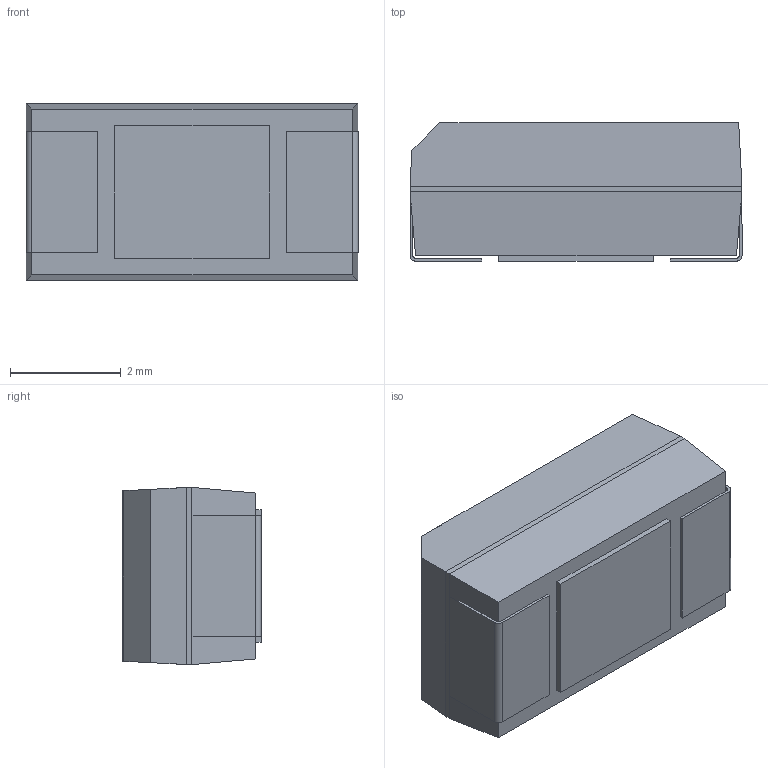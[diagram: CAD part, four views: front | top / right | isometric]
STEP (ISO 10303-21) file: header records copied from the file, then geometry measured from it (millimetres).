
FILE_DESCRIPTION (( 'STEP AP214' ), '1' );
FILE_NAME ('0871DAA7-5CFB-436D-91CC-A9E84A163F94.STEP', '2025-06-30T09:36:28', ( '' ), ( '' ), 'SwSTEP 2.0', 'SolidWorks 2022', '' );
FILE_SCHEMA (( 'AUTOMOTIVE_DESIGN' ));
Length unit declared in the file: millimetre
Products named in the file (1): 0871DAA7-5CFB-436D-91CC-A9E84A163F94
Bounding box: 6 x 2.5 x 3.2 mm (x, y, z)
Volume: 45.2 mm3; surface area: 101.7 mm2
Topology: 3 solids, 3 shells, 154 faces, 408 edges, 268 vertices
Faces by surface type: bspline 78, plane 72, cylinder 4
Entity records: 6878 total; most frequent: CARTESIAN_POINT 1845, ORIENTED_EDGE 816, DIRECTION 414, EDGE_CURVE 408, VERTEX_POINT 268, LINE 244, VECTOR 244, EDGE_LOOP 162
